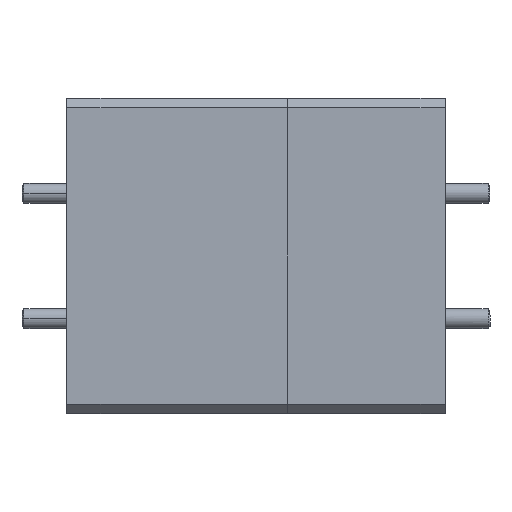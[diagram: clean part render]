
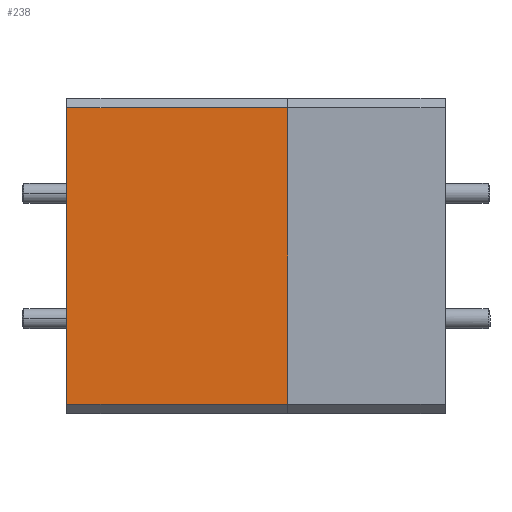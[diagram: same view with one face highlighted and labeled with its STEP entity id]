
A CAD part, left-side view. The second image highlights one B-rep face of the part: STEP entity #238.
In plain terms, the highlighted planar face has unit normal (1, 0, 0).
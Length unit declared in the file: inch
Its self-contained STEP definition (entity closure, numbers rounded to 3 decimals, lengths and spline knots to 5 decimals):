
#238 = ADVANCED_FACE ( 'NONE', ( #553 ), #3772, .T. ) ;
#307 = EDGE_CURVE ( 'NONE', #2648, #6323, #4269, .T. ) ;
#553 = FACE_OUTER_BOUND ( 'NONE', #3658, .T. ) ;
#704 = LINE ( 'NONE', #4180, #7380 ) ;
#1158 = CARTESIAN_POINT ( 'NONE',  ( -0.375, 0.5, 0. ) ) ;
#1279 = VECTOR ( 'NONE', #3178, 39.37008 ) ;
#1316 = VECTOR ( 'NONE', #3440, 39.37008 ) ;
#1816 = ORIENTED_EDGE ( 'NONE', *, *, #5175, .T. ) ;
#1945 = ORIENTED_EDGE ( 'NONE', *, *, #3149, .F. ) ;
#2112 = VERTEX_POINT ( 'NONE', #4063 ) ;
#2131 = ORIENTED_EDGE ( 'NONE', *, *, #2272, .T. ) ;
#2272 = EDGE_CURVE ( 'NONE', #6323, #2573, #6738, .T. ) ;
#2573 = VERTEX_POINT ( 'NONE', #3557 ) ;
#2584 = DIRECTION ( 'NONE',  ( 0., 0., -1. ) ) ;
#2648 = VERTEX_POINT ( 'NONE', #6758 ) ;
#2651 = CARTESIAN_POINT ( 'NONE',  ( -0.375, 0.85, 0. ) ) ;
#3149 = EDGE_CURVE ( 'NONE', #2648, #2112, #704, .T. ) ;
#3178 = DIRECTION ( 'NONE',  ( 0., -1., 0. ) ) ;
#3347 = ORIENTED_EDGE ( 'NONE', *, *, #307, .T. ) ;
#3440 = DIRECTION ( 'NONE',  ( 0., 1., 0. ) ) ;
#3537 = DIRECTION ( 'NONE',  ( 0., 0., -1. ) ) ;
#3557 = CARTESIAN_POINT ( 'NONE',  ( -0.375, 0.5, -0.47 ) ) ;
#3658 = EDGE_LOOP ( 'NONE', ( #1816, #1945, #3347, #2131 ) ) ;
#3748 = LINE ( 'NONE', #6861, #1316 ) ;
#3772 = PLANE ( 'NONE',  #6177 ) ;
#4063 = CARTESIAN_POINT ( 'NONE',  ( -0.375, 1.2, -0.47 ) ) ;
#4180 = CARTESIAN_POINT ( 'NONE',  ( -0.375, 1.2, -0.5 ) ) ;
#4269 = LINE ( 'NONE', #4902, #1279 ) ;
#4902 = CARTESIAN_POINT ( 'NONE',  ( -0.375, 0.85, 0.47 ) ) ;
#4931 = VECTOR ( 'NONE', #6841, 39.37008 ) ;
#5175 = EDGE_CURVE ( 'NONE', #2573, #2112, #3748, .T. ) ;
#5269 = CARTESIAN_POINT ( 'NONE',  ( -0.375, 0.5, 0.47 ) ) ;
#6036 = DIRECTION ( 'NONE',  ( 1., 0., 0. ) ) ;
#6177 = AXIS2_PLACEMENT_3D ( 'NONE', #2651, #6036, #2584 ) ;
#6323 = VERTEX_POINT ( 'NONE', #5269 ) ;
#6738 = LINE ( 'NONE', #1158, #4931 ) ;
#6758 = CARTESIAN_POINT ( 'NONE',  ( -0.375, 1.2, 0.47 ) ) ;
#6841 = DIRECTION ( 'NONE',  ( 0., 0., -1. ) ) ;
#6861 = CARTESIAN_POINT ( 'NONE',  ( -0.375, 0.85, -0.47 ) ) ;
#7380 = VECTOR ( 'NONE', #3537, 39.37008 ) ;
